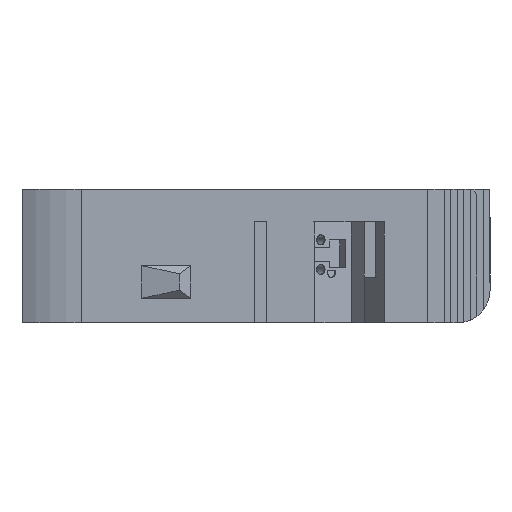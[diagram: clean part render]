
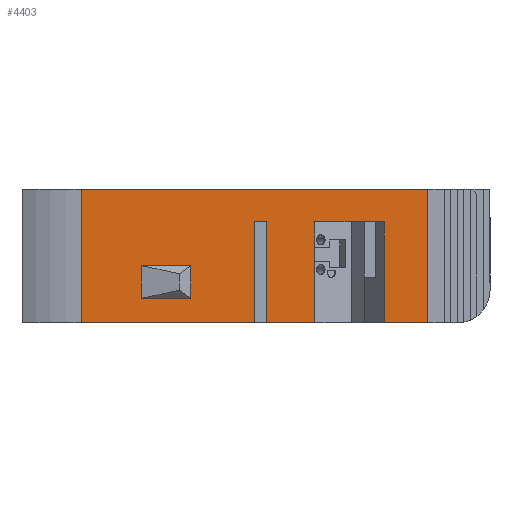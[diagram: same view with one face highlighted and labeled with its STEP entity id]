
A CAD part, left-side view. The second image highlights one B-rep face of the part: STEP entity #4403.
In plain terms, the highlighted planar face has unit normal (-1, 0, 0).
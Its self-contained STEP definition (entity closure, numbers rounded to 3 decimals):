
#156=FACE_BOUND('',#661,.T.);
#205=PLANE('',#4680);
#414=FACE_OUTER_BOUND('',#660,.T.);
#660=EDGE_LOOP('',(#3310,#3311,#3312,#3313,#3314,#3315,#3316,#3317,#3318,
#3319,#3320,#3321,#3322,#3323,#3324,#3325));
#661=EDGE_LOOP('',(#3326,#3327,#3328,#3329));
#910=LINE('',#6329,#1454);
#953=LINE('',#6429,#1497);
#960=LINE('',#6443,#1504);
#979=LINE('',#6484,#1523);
#985=LINE('',#6495,#1529);
#988=LINE('',#6500,#1532);
#993=LINE('',#6522,#1537);
#996=LINE('',#6530,#1540);
#999=LINE('',#6536,#1543);
#1002=LINE('',#6542,#1546);
#1005=LINE('',#6546,#1549);
#1008=LINE('',#6552,#1552);
#1010=LINE('',#6557,#1554);
#1013=LINE('',#6561,#1557);
#1016=LINE('',#6566,#1560);
#1017=LINE('',#6569,#1561);
#1018=LINE('',#6570,#1562);
#1019=LINE('',#6572,#1563);
#1020=LINE('',#6573,#1564);
#1021=LINE('',#6574,#1565);
#1454=VECTOR('',#5034,10.);
#1497=VECTOR('',#5119,10.);
#1504=VECTOR('',#5126,1.);
#1523=VECTOR('',#5149,1.);
#1529=VECTOR('',#5157,10.);
#1532=VECTOR('',#5162,10.);
#1537=VECTOR('',#5191,10.);
#1540=VECTOR('',#5196,1.);
#1543=VECTOR('',#5201,1.);
#1546=VECTOR('',#5206,1.);
#1549=VECTOR('',#5211,1.);
#1552=VECTOR('',#5216,10.);
#1554=VECTOR('',#5220,1.);
#1557=VECTOR('',#5225,10.);
#1560=VECTOR('',#5230,10.);
#1561=VECTOR('',#5233,10.);
#1562=VECTOR('',#5234,10.);
#1563=VECTOR('',#5235,10.);
#1564=VECTOR('',#5236,10.);
#1565=VECTOR('',#5237,10.);
#2014=VERTEX_POINT('',#6326);
#2015=VERTEX_POINT('',#6328);
#2050=VERTEX_POINT('',#6427);
#2051=VERTEX_POINT('',#6428);
#2057=VERTEX_POINT('',#6440);
#2058=VERTEX_POINT('',#6442);
#2077=VERTEX_POINT('',#6481);
#2078=VERTEX_POINT('',#6483);
#2082=VERTEX_POINT('',#6494);
#2086=VERTEX_POINT('',#6517);
#2088=VERTEX_POINT('',#6520);
#2091=VERTEX_POINT('',#6527);
#2092=VERTEX_POINT('',#6529);
#2094=VERTEX_POINT('',#6535);
#2096=VERTEX_POINT('',#6541);
#2098=VERTEX_POINT('',#6550);
#2100=VERTEX_POINT('',#6556);
#2101=VERTEX_POINT('',#6564);
#2102=VERTEX_POINT('',#6568);
#2103=VERTEX_POINT('',#6571);
#2449=EDGE_CURVE('',#2015,#2014,#910,.T.);
#2498=EDGE_CURVE('',#2050,#2051,#953,.T.);
#2505=EDGE_CURVE('',#2058,#2057,#960,.T.);
#2526=EDGE_CURVE('',#2078,#2077,#979,.T.);
#2532=EDGE_CURVE('',#2051,#2082,#985,.T.);
#2535=EDGE_CURVE('',#2050,#2015,#988,.T.);
#2544=EDGE_CURVE('',#2086,#2088,#993,.T.);
#2547=EDGE_CURVE('',#2092,#2091,#996,.T.);
#2550=EDGE_CURVE('',#2094,#2092,#999,.T.);
#2553=EDGE_CURVE('',#2096,#2094,#1002,.T.);
#2556=EDGE_CURVE('',#2091,#2096,#1005,.T.);
#2559=EDGE_CURVE('',#2057,#2098,#1008,.T.);
#2561=EDGE_CURVE('',#2100,#2058,#1010,.T.);
#2564=EDGE_CURVE('',#2014,#2078,#1013,.T.);
#2567=EDGE_CURVE('',#2088,#2101,#1016,.T.);
#2568=EDGE_CURVE('',#2102,#2077,#1017,.T.);
#2569=EDGE_CURVE('',#2102,#2100,#1018,.T.);
#2570=EDGE_CURVE('',#2098,#2103,#1019,.T.);
#2571=EDGE_CURVE('',#2086,#2103,#1020,.T.);
#2572=EDGE_CURVE('',#2101,#2082,#1021,.T.);
#3310=ORIENTED_EDGE('',*,*,#2564,.T.);
#3311=ORIENTED_EDGE('',*,*,#2526,.T.);
#3312=ORIENTED_EDGE('',*,*,#2568,.F.);
#3313=ORIENTED_EDGE('',*,*,#2569,.T.);
#3314=ORIENTED_EDGE('',*,*,#2561,.T.);
#3315=ORIENTED_EDGE('',*,*,#2505,.T.);
#3316=ORIENTED_EDGE('',*,*,#2559,.T.);
#3317=ORIENTED_EDGE('',*,*,#2570,.T.);
#3318=ORIENTED_EDGE('',*,*,#2571,.F.);
#3319=ORIENTED_EDGE('',*,*,#2544,.T.);
#3320=ORIENTED_EDGE('',*,*,#2567,.T.);
#3321=ORIENTED_EDGE('',*,*,#2572,.T.);
#3322=ORIENTED_EDGE('',*,*,#2532,.F.);
#3323=ORIENTED_EDGE('',*,*,#2498,.F.);
#3324=ORIENTED_EDGE('',*,*,#2535,.T.);
#3325=ORIENTED_EDGE('',*,*,#2449,.T.);
#3326=ORIENTED_EDGE('',*,*,#2556,.T.);
#3327=ORIENTED_EDGE('',*,*,#2553,.T.);
#3328=ORIENTED_EDGE('',*,*,#2550,.T.);
#3329=ORIENTED_EDGE('',*,*,#2547,.T.);
#4403=ADVANCED_FACE('',(#414,#156),#205,.T.);
#4680=AXIS2_PLACEMENT_3D('',#6567,#5231,#5232);
#5034=DIRECTION('',(0.,-1.,0.));
#5119=DIRECTION('',(0.,1.,0.));
#5126=DIRECTION('',(0.,-1.,0.));
#5149=DIRECTION('',(0.,-1.,0.));
#5157=DIRECTION('',(0.,0.,1.));
#5162=DIRECTION('',(0.,0.,1.));
#5191=DIRECTION('',(0.,-1.,0.));
#5196=DIRECTION('',(0.,1.,0.));
#5201=DIRECTION('',(0.,0.,-1.));
#5206=DIRECTION('',(0.,-1.,0.));
#5211=DIRECTION('',(0.,0.,1.));
#5216=DIRECTION('',(0.,0.,1.));
#5220=DIRECTION('',(0.,0.,-1.));
#5225=DIRECTION('',(0.,0.,-1.));
#5230=DIRECTION('',(0.,0.,-1.));
#5231=DIRECTION('center_axis',(-1.,0.,0.));
#5232=DIRECTION('ref_axis',(0.,0.,1.));
#5233=DIRECTION('',(0.,0.,-1.));
#5234=DIRECTION('',(0.,1.,0.));
#5235=DIRECTION('',(0.,-1.,0.));
#5236=DIRECTION('',(0.,1.,0.));
#5237=DIRECTION('',(0.,-1.,0.));
#6326=CARTESIAN_POINT('',(-61.752,-41.208,30.885));
#6328=CARTESIAN_POINT('',(-61.752,-19.892,30.885));
#6329=CARTESIAN_POINT('',(-61.752,-41.723,30.885));
#6427=CARTESIAN_POINT('',(-61.752,-19.892,0.));
#6428=CARTESIAN_POINT('',(-61.752,-5.194,0.));
#6429=CARTESIAN_POINT('',(-61.752,-0.931,0.));
#6440=CARTESIAN_POINT('',(-61.752,-1.5,0.));
#6442=CARTESIAN_POINT('',(-61.752,51.5,0.));
#6443=CARTESIAN_POINT('',(-61.752,-54.5,0.));
#6481=CARTESIAN_POINT('',(-61.752,-54.5,0.));
#6483=CARTESIAN_POINT('',(-61.752,-41.208,0.));
#6484=CARTESIAN_POINT('',(-61.752,-54.5,0.));
#6494=CARTESIAN_POINT('',(-61.752,-5.194,27.885));
#6495=CARTESIAN_POINT('',(-61.752,-5.194,27.885));
#6500=CARTESIAN_POINT('',(-61.752,-19.892,13.942));
#6517=CARTESIAN_POINT('',(-61.752,-5.191,31.));
#6520=CARTESIAN_POINT('',(-61.752,-5.193,31.));
#6522=CARTESIAN_POINT('',(-61.752,-25.721,31.));
#6527=CARTESIAN_POINT('',(-61.752,33.,7.5));
#6529=CARTESIAN_POINT('',(-61.752,18.,7.5));
#6530=CARTESIAN_POINT('',(-61.752,18.,7.5));
#6535=CARTESIAN_POINT('',(-61.752,18.,17.5));
#6536=CARTESIAN_POINT('',(-61.752,18.,17.5));
#6541=CARTESIAN_POINT('',(-61.752,33.,17.5));
#6542=CARTESIAN_POINT('',(-61.752,33.,17.5));
#6546=CARTESIAN_POINT('',(-61.752,33.,7.5));
#6550=CARTESIAN_POINT('',(-61.752,-1.5,31.));
#6552=CARTESIAN_POINT('',(-61.752,-1.5,0.));
#6556=CARTESIAN_POINT('',(-61.752,51.5,40.9));
#6557=CARTESIAN_POINT('',(-61.752,51.5,0.));
#6561=CARTESIAN_POINT('',(-61.752,-41.208,13.942));
#6564=CARTESIAN_POINT('',(-61.752,-5.193,27.885));
#6566=CARTESIAN_POINT('',(-61.752,-5.193,0.));
#6567=CARTESIAN_POINT('Origin',(-61.752,-54.5,0.));
#6568=CARTESIAN_POINT('',(-61.752,-54.5,40.9));
#6569=CARTESIAN_POINT('',(-61.752,-54.5,0.));
#6570=CARTESIAN_POINT('',(-61.752,-28.221,40.9));
#6571=CARTESIAN_POINT('',(-61.752,-5.184,31.));
#6572=CARTESIAN_POINT('',(-61.752,-25.721,31.));
#6573=CARTESIAN_POINT('',(-61.752,-25.721,31.));
#6574=CARTESIAN_POINT('',(-61.752,-41.462,27.885));
